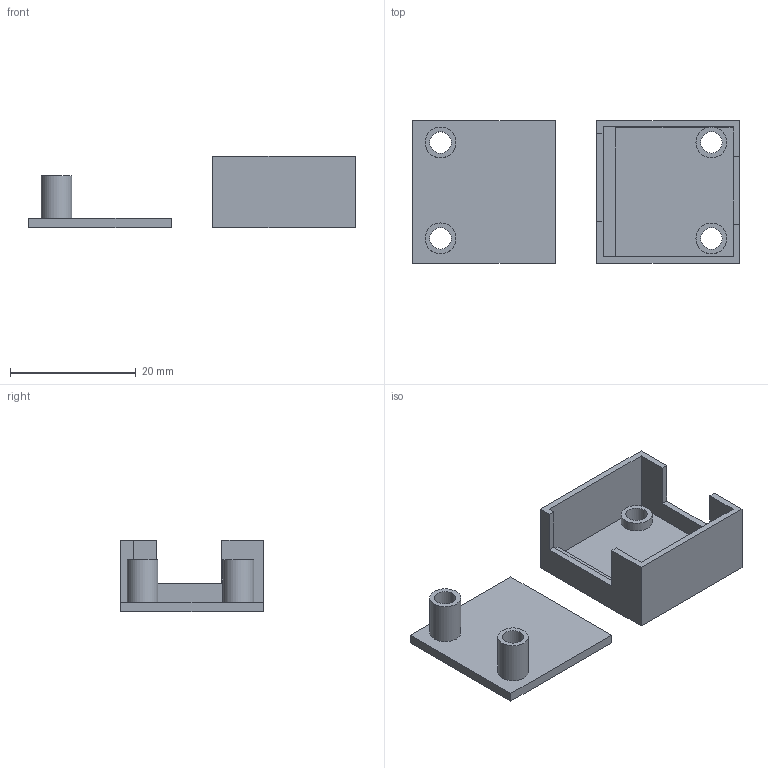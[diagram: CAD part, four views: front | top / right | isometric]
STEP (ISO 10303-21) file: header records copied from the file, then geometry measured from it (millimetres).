
FILE_DESCRIPTION(/* description */ (''),/* implementation_level */ '2;1');
FILE_NAME(/* name */ 'Endstop Case v1.step',/* time_stamp */ '2024-09-08T19:23:01+02:00',/* author */ (''),/* organization */ (''),/* preprocessor_version */ 'ST-DEVELOPER v20',/* originating_system */ 'Autodesk Translation Framework v13.14.0.145',/* authorisation */ '');
FILE_SCHEMA (('AUTOMOTIVE_DESIGN { 1 0 10303 214 3 1 1 }'));
Length unit declared in the file: millimetre
Products named in the file (1): Endstop Case
Bounding box: 51.88 x 22.65 x 11.4 mm (x, y, z)
Volume: 2395.8 mm3; surface area: 4143.6 mm2
Topology: 2 solids, 2 shells, 39 faces, 94 edges, 62 vertices
Faces by surface type: plane 30, cylinder 9
Full cylindrical faces by diameter (mm): 3.4 x4, 4.9 x3
Entity records: 1185 total; most frequent: CARTESIAN_POINT 197, DIRECTION 193, ORIENTED_EDGE 190, EDGE_CURVE 95, LINE 77, VECTOR 77, VERTEX_POINT 62, AXIS2_PLACEMENT_3D 58
